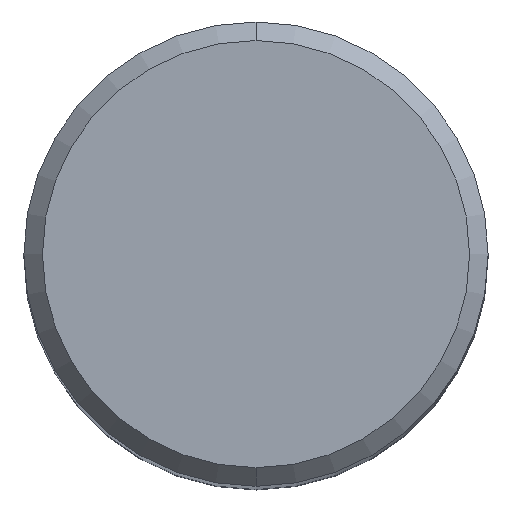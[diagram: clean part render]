
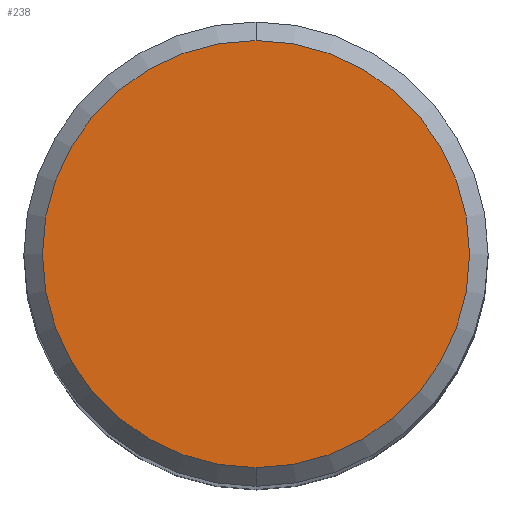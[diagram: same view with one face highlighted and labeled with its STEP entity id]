
A CAD part, top view. The second image highlights one B-rep face of the part: STEP entity #238.
In plain terms, the highlighted planar face has unit normal (0, 0, 1).
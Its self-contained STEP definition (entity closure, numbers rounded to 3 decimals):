
#220=EDGE_CURVE('',#226,#378,#585,.T.);
#226=VERTEX_POINT('',#592);
#238=ADVANCED_FACE('',(#607),#608,.T.);
#254=EDGE_CURVE('',#378,#226,#625,.T.);
#378=VERTEX_POINT('',#761);
#585=CIRCLE('',#1009,11.5);
#592=CARTESIAN_POINT('',(0.,-11.5,0.0));
#607=FACE_OUTER_BOUND('',#1033,.T.);
#608=PLANE('',#1034);
#625=CIRCLE('',#1058,11.5);
#761=CARTESIAN_POINT('',(0.0,11.5,0.0));
#1009=AXIS2_PLACEMENT_3D('',#1852,#1853,#1854);
#1033=EDGE_LOOP('',(#1886,#1887));
#1034=AXIS2_PLACEMENT_3D('',#1888,#1889,#1890);
#1058=AXIS2_PLACEMENT_3D('',#1912,#1913,#1914);
#1852=CARTESIAN_POINT('',(0.0,0.0,0.0));
#1853=DIRECTION('',(0.0,0.0,-1.0));
#1854=DIRECTION('',(0.0,1.0,0.0));
#1886=ORIENTED_EDGE('',*,*,#254,.F.);
#1887=ORIENTED_EDGE('',*,*,#220,.F.);
#1888=CARTESIAN_POINT('',(0.0,5.75,0.0));
#1889=DIRECTION('',(-0.0,0.0,1.0));
#1890=DIRECTION('',(0.0,-1.0,0.0));
#1912=CARTESIAN_POINT('',(0.0,0.0,0.0));
#1913=DIRECTION('',(0.0,0.0,-1.0));
#1914=DIRECTION('',(0.0,1.0,0.0));
